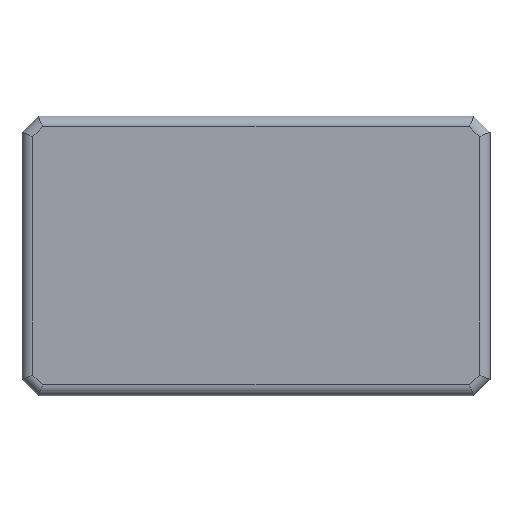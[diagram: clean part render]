
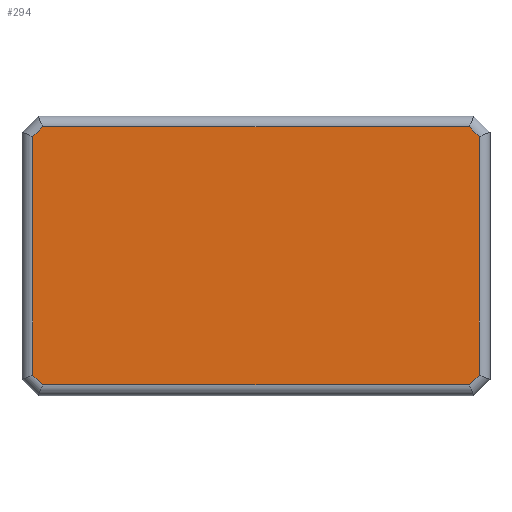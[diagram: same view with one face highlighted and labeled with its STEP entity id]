
A CAD part, top view. The second image highlights one B-rep face of the part: STEP entity #294.
In plain terms, the highlighted planar face has unit normal (0, 0, 1).
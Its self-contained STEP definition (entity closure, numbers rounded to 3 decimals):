
#94 = VERTEX_POINT('',#95);
#95 = CARTESIAN_POINT('',(-39.472,-2.,29.5));
#102 = EDGE_CURVE('',#103,#94,#105,.T.);
#103 = VERTEX_POINT('',#104);
#104 = CARTESIAN_POINT('',(39.872,-2.,29.5));
#105 = LINE('',#106,#107);
#106 = CARTESIAN_POINT('',(40.7,-2.,29.5));
#107 = VECTOR('',#108,1.);
#108 = DIRECTION('',(-1.,0.,0.));
#250 = EDGE_CURVE('',#103,#251,#253,.T.);
#251 = VERTEX_POINT('',#252);
#252 = CARTESIAN_POINT('',(41.7,-3.828,29.5));
#253 = LINE('',#254,#255);
#254 = CARTESIAN_POINT('',(39.286,-1.414,29.5));
#255 = VECTOR('',#256,1.);
#256 = DIRECTION('',(0.707,-0.707,0.)
  );
#294 = ADVANCED_FACE('',(#295),#345,.F.);
#295 = FACE_BOUND('',#296,.F.);
#296 = EDGE_LOOP('',(#297,#298,#299,#307,#315,#323,#331,#339));
#297 = ORIENTED_EDGE('',*,*,#102,.F.);
#298 = ORIENTED_EDGE('',*,*,#250,.T.);
#299 = ORIENTED_EDGE('',*,*,#300,.F.);
#300 = EDGE_CURVE('',#301,#251,#303,.T.);
#301 = VERTEX_POINT('',#302);
#302 = CARTESIAN_POINT('',(41.7,-48.172,29.5));
#303 = LINE('',#304,#305);
#304 = CARTESIAN_POINT('',(41.7,-49.,29.5));
#305 = VECTOR('',#306,1.);
#306 = DIRECTION('',(0.,1.,0.));
#307 = ORIENTED_EDGE('',*,*,#308,.T.);
#308 = EDGE_CURVE('',#301,#309,#311,.T.);
#309 = VERTEX_POINT('',#310);
#310 = CARTESIAN_POINT('',(39.872,-50.,29.5));
#311 = LINE('',#312,#313);
#312 = CARTESIAN_POINT('',(42.286,-47.586,29.5));
#313 = VECTOR('',#314,1.);
#314 = DIRECTION('',(-0.707,-0.707,0.)
  );
#315 = ORIENTED_EDGE('',*,*,#316,.T.);
#316 = EDGE_CURVE('',#309,#317,#319,.T.);
#317 = VERTEX_POINT('',#318);
#318 = CARTESIAN_POINT('',(-39.472,-50.,29.5));
#319 = LINE('',#320,#321);
#320 = CARTESIAN_POINT('',(40.7,-50.,29.5));
#321 = VECTOR('',#322,1.);
#322 = DIRECTION('',(-1.,0.,0.));
#323 = ORIENTED_EDGE('',*,*,#324,.T.);
#324 = EDGE_CURVE('',#317,#325,#327,.T.);
#325 = VERTEX_POINT('',#326);
#326 = CARTESIAN_POINT('',(-41.3,-48.172,29.5));
#327 = LINE('',#328,#329);
#328 = CARTESIAN_POINT('',(-38.886,-50.586,29.5));
#329 = VECTOR('',#330,1.);
#330 = DIRECTION('',(-0.707,0.707,0.)
  );
#331 = ORIENTED_EDGE('',*,*,#332,.T.);
#332 = EDGE_CURVE('',#325,#333,#335,.T.);
#333 = VERTEX_POINT('',#334);
#334 = CARTESIAN_POINT('',(-41.3,-3.828,29.5));
#335 = LINE('',#336,#337);
#336 = CARTESIAN_POINT('',(-41.3,-49.,29.5));
#337 = VECTOR('',#338,1.);
#338 = DIRECTION('',(0.,1.,0.));
#339 = ORIENTED_EDGE('',*,*,#340,.T.);
#340 = EDGE_CURVE('',#333,#94,#341,.T.);
#341 = LINE('',#342,#343);
#342 = CARTESIAN_POINT('',(-41.886,-4.414,29.5));
#343 = VECTOR('',#344,1.);
#344 = DIRECTION('',(0.707,0.707,0.)
  );
#345 = PLANE('',#346);
#346 = AXIS2_PLACEMENT_3D('',#347,#348,#349);
#347 = CARTESIAN_POINT('',(43.7,-52.,29.5));
#348 = DIRECTION('',(0.,0.,-1.));
#349 = DIRECTION('',(-1.,0.,0.));
